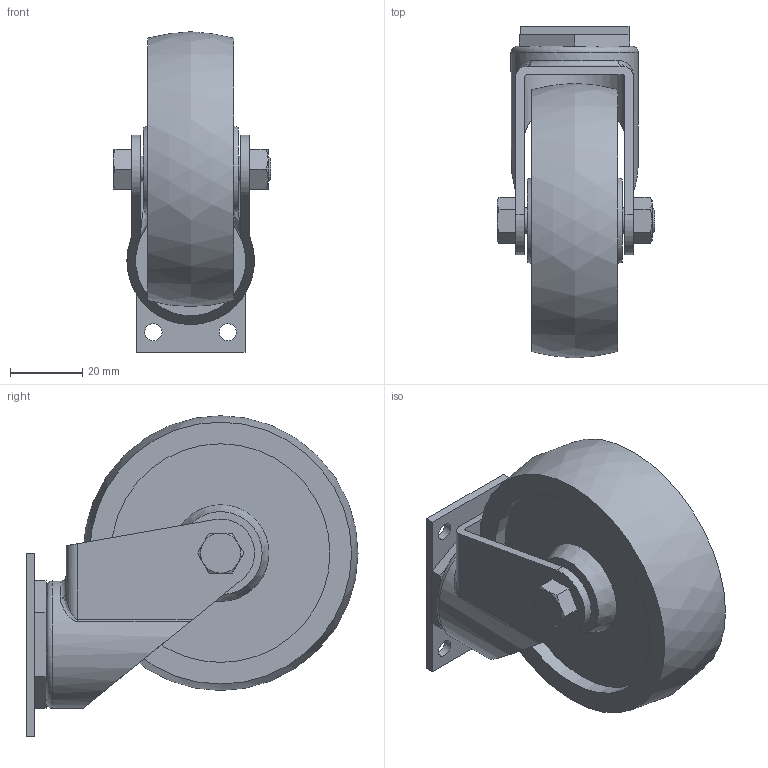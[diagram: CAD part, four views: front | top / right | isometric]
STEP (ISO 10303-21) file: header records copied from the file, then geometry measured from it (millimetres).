
FILE_DESCRIPTION(/* description */ (''),/* implementation_level */ '2;1');
FILE_NAME(/* name */ '1-1 Shell Complete Assy_2358T53_v1.step',/* time_stamp */ '2021-07-04T12:18:37-06:00',/* author */ (''),/* organization */ (''),/* preprocessor_version */ 'ST-DEVELOPER v18.1',/* originating_system */ 'Autodesk Translation Framework v10.9.0.1377',/* authorisation */ '');
FILE_SCHEMA (('AUTOMOTIVE_DESIGN { 1 0 10303 214 3 1 1 }'));
Length unit declared in the file: inch
Products named in the file (1): 1-1 Shell Complete Assy_2358T53
Bounding box: 43.71 x 92.08 x 88.9 mm (x, y, z)
Volume: 110218 mm3; surface area: 29831 mm2
Topology: 2 solids, 2 shells, 100 faces, 229 edges, 140 vertices
Faces by surface type: plane 57, cylinder 20, cone 15, bspline 5, torus 3
Full cylindrical faces by diameter (mm): 4.762 x4, 7.15 x2, 35.338 x1, 60.655 x2
Entity records: 3493 total; most frequent: CARTESIAN_POINT 1226, DIRECTION 466, ORIENTED_EDGE 458, EDGE_CURVE 229, AXIS2_PLACEMENT_3D 175, VERTEX_POINT 140, EDGE_LOOP 117, LINE 116
